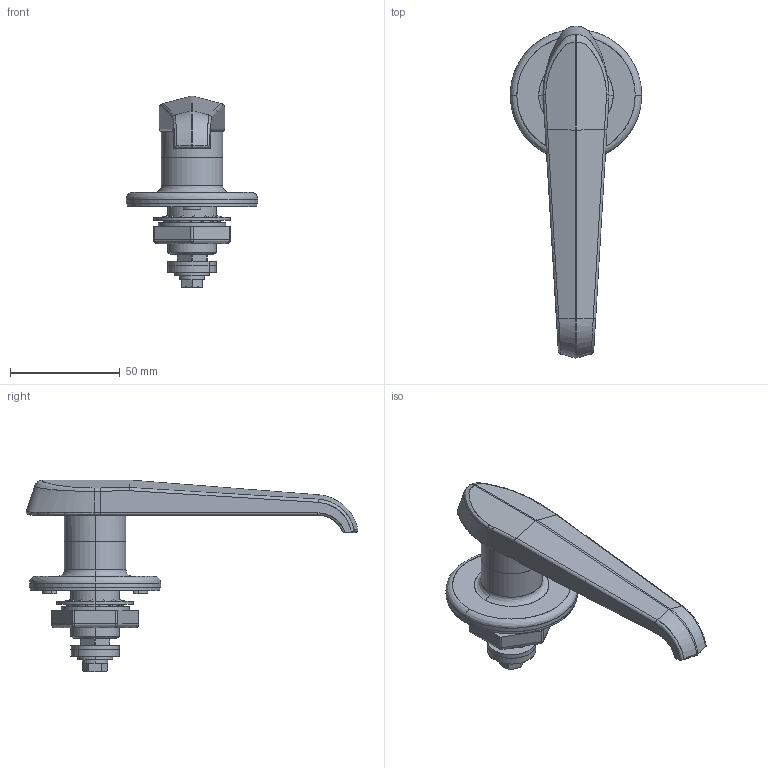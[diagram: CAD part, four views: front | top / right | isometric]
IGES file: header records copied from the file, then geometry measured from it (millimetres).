
Start section: SolidWorks IGES file using analytic representation for surfaces
Global section: file name: A-140-1-2.IGS,15; native system: HSolidWorks 2021; preprocessor: SolidWorks 2021; author: 1300nh; date: 220113.153407; units: millimetre
Bounding box: 60 x 151.51 x 87.6 mm (x, y, z)
Surface area: 37545.8 mm2 (no closed solid volume)
Topology: 0 solids, 0 shells, 403 faces, 4957 edges, 4947 vertices
Faces by surface type: bspline 260, revolution 143
